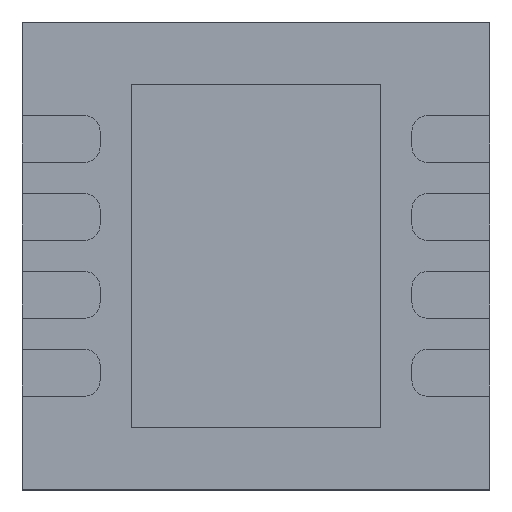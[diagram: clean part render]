
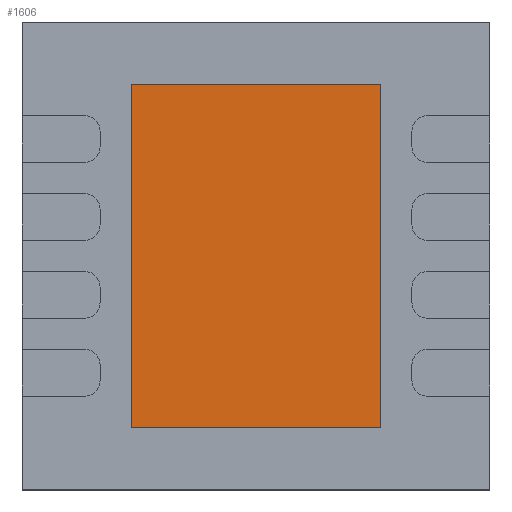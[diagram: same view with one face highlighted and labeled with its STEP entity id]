
A CAD part, top view. The second image highlights one B-rep face of the part: STEP entity #1606.
In plain terms, the highlighted planar face has unit normal (0, 0, 1).
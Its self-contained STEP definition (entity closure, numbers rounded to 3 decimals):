
#122 = ORIENTED_EDGE ( 'NONE', *, *, #3232, .T. ) ;
#184 = ORIENTED_EDGE ( 'NONE', *, *, #1485, .T. ) ;
#186 = VECTOR ( 'NONE', #2323, 1000. ) ;
#256 = CARTESIAN_POINT ( 'NONE',  ( -0.8, 0., 0. ) ) ;
#334 = DIRECTION ( 'NONE',  ( 1., 0., 0. ) ) ;
#557 = ORIENTED_EDGE ( 'NONE', *, *, #2286, .T. ) ;
#604 = CARTESIAN_POINT ( 'NONE',  ( 0., -1.1, 0. ) ) ;
#611 = CARTESIAN_POINT ( 'NONE',  ( 0.8, -1.1, 0. ) ) ;
#625 = DIRECTION ( 'NONE',  ( 0., -1., 0. ) ) ;
#645 = CARTESIAN_POINT ( 'NONE',  ( 0.8, 0., 0. ) ) ;
#776 = LINE ( 'NONE', #2991, #186 ) ;
#845 = VERTEX_POINT ( 'NONE', #2505 ) ;
#925 = ORIENTED_EDGE ( 'NONE', *, *, #2315, .T. ) ;
#994 = LINE ( 'NONE', #645, #2226 ) ;
#995 = FACE_OUTER_BOUND ( 'NONE', #4071, .T. ) ;
#1485 = EDGE_CURVE ( 'NONE', #845, #2572, #2427, .T. ) ;
#1606 = ADVANCED_FACE ( 'NONE', ( #995 ), #3477, .T. ) ;
#1732 = VERTEX_POINT ( 'NONE', #2714 ) ;
#2226 = VECTOR ( 'NONE', #3168, 1000. ) ;
#2256 = LINE ( 'NONE', #604, #2624 ) ;
#2286 = EDGE_CURVE ( 'NONE', #3019, #1732, #994, .T. ) ;
#2315 = EDGE_CURVE ( 'NONE', #2572, #3019, #2256, .T. ) ;
#2323 = DIRECTION ( 'NONE',  ( -1., 0., 0. ) ) ;
#2427 = LINE ( 'NONE', #256, #3735 ) ;
#2505 = CARTESIAN_POINT ( 'NONE',  ( -0.8, 1.1, 0. ) ) ;
#2551 = AXIS2_PLACEMENT_3D ( 'NONE', #3146, #3788, #334 ) ;
#2572 = VERTEX_POINT ( 'NONE', #2809 ) ;
#2624 = VECTOR ( 'NONE', #3127, 1000. ) ;
#2714 = CARTESIAN_POINT ( 'NONE',  ( 0.8, 1.1, 0. ) ) ;
#2809 = CARTESIAN_POINT ( 'NONE',  ( -0.8, -1.1, 0. ) ) ;
#2991 = CARTESIAN_POINT ( 'NONE',  ( 0., 1.1, 0. ) ) ;
#3019 = VERTEX_POINT ( 'NONE', #611 ) ;
#3127 = DIRECTION ( 'NONE',  ( 1., 0., 0. ) ) ;
#3146 = CARTESIAN_POINT ( 'NONE',  ( 0., 0., 0. ) ) ;
#3168 = DIRECTION ( 'NONE',  ( 0., 1., 0. ) ) ;
#3232 = EDGE_CURVE ( 'NONE', #1732, #845, #776, .T. ) ;
#3477 = PLANE ( 'NONE',  #2551 ) ;
#3735 = VECTOR ( 'NONE', #625, 1000. ) ;
#3788 = DIRECTION ( 'NONE',  ( 0., 0., 1. ) ) ;
#4071 = EDGE_LOOP ( 'NONE', ( #925, #557, #122, #184 ) ) ;
